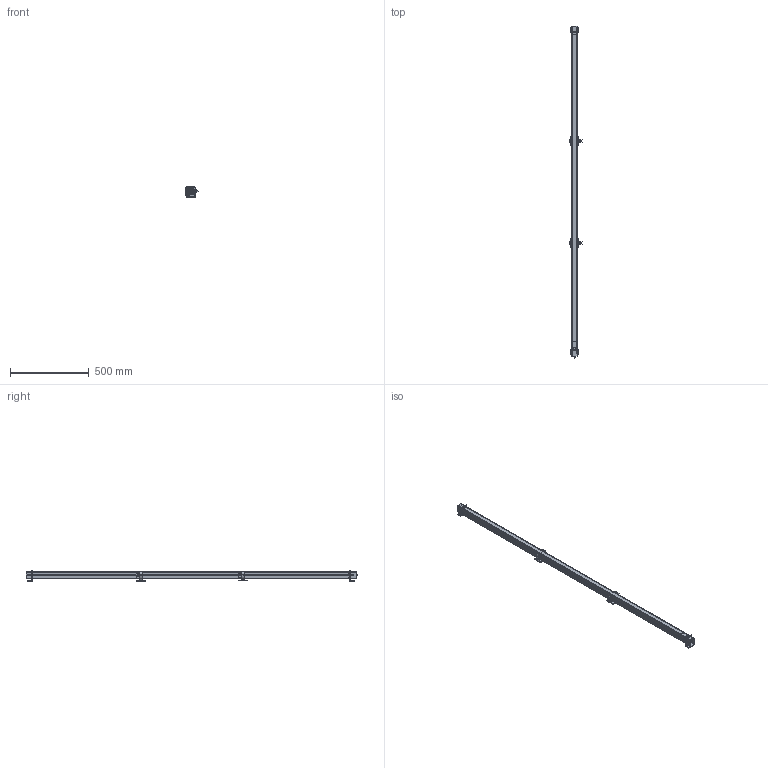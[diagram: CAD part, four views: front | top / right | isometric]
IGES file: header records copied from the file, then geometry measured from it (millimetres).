
Start section:  PTC IGES file: 139561_sm01.igs
Global section: file name: 139561_sm01.igs; native system: Creo Parametric by PTC Inc.; preprocessor: 2022414; author: banengservice; organization: Unknown; date: 20240522.093748; units: millimetre
Bounding box: 78.41 x 2108.75 x 64.26 mm (x, y, z)
Volume: 3179916.5 mm3; surface area: 2552675.2 mm2
Topology: 21 solids, 31 shells, 4578 faces, 25418 edges, 33398 vertices
Faces by surface type: bspline 2808, revolution 1770
